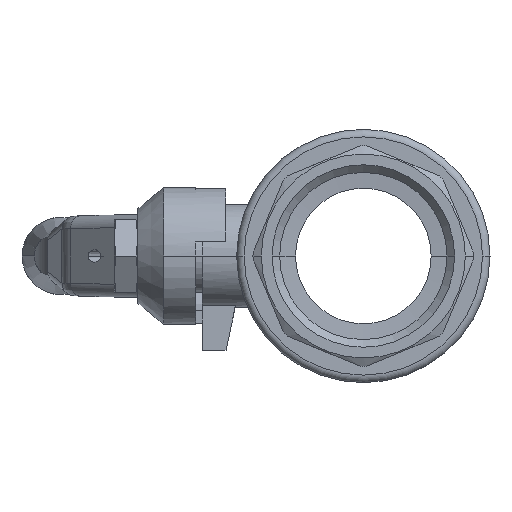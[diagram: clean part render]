
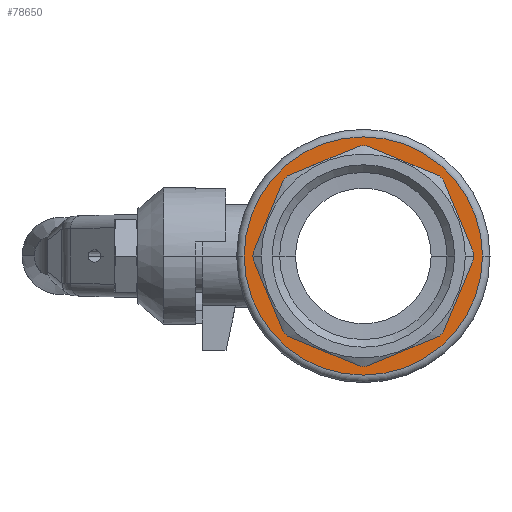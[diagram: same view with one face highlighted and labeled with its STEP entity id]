
A CAD part, left-side view. The second image highlights one B-rep face of the part: STEP entity #78650.
In plain terms, the highlighted face is planar.
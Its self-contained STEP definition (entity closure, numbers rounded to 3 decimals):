
#75230=CARTESIAN_POINT('',(25.5,25.691,
-0.692));
#75240=VERTEX_POINT('',#75230);
#75270=CARTESIAN_POINT('',(25.5,25.691,
-0.692));
#75280=DIRECTION('',(0.,-0.383,-0.924));
#75290=VECTOR('',#75280,1.);
#75300=LINE('',#75270,#75290);
#75310=CARTESIAN_POINT('',(25.5,18.656,-17.677));
#75320=VERTEX_POINT('',#75310);
#75330=EDGE_CURVE('',#75240,#75320,#75300,.T.);
#75620=CARTESIAN_POINT('',(25.5,0.,
0.));
#75630=DIRECTION('',(-1.,0.,0.));
#75640=DIRECTION('',(0.,1.,0.));
#75650=AXIS2_PLACEMENT_3D('',#75620,#75630,#75640);
#75660=CIRCLE('',#75650,25.7);
#75670=CARTESIAN_POINT('',(25.5,25.691,
0.692));
#75680=VERTEX_POINT('',#75670);
#75690=EDGE_CURVE('',#75680,#75240,#75660,.T.);
#75930=CARTESIAN_POINT('',(25.5,18.656,
17.677));
#75940=VERTEX_POINT('',#75930);
#75970=CARTESIAN_POINT('',(25.5,18.656,
17.677));
#75980=DIRECTION('',(0.,0.383,-0.924));
#75990=VECTOR('',#75980,1.);
#76000=LINE('',#75970,#75990);
#76010=EDGE_CURVE('',#75940,#75680,#76000,.T.);
#76130=CARTESIAN_POINT('',(25.5,0.,
0.));
#76140=DIRECTION('',(-1.,0.,0.));
#76150=DIRECTION('',(0.,0.688,
0.726));
#76160=AXIS2_PLACEMENT_3D('',#76130,#76140,#76150);
#76170=CIRCLE('',#76160,25.7);
#76180=CARTESIAN_POINT('',(25.5,17.677,
18.656));
#76190=VERTEX_POINT('',#76180);
#76200=EDGE_CURVE('',#76190,#75940,#76170,.T.);
#76420=CARTESIAN_POINT('',(25.5,0.692,
25.691));
#76430=VERTEX_POINT('',#76420);
#76460=CARTESIAN_POINT('',(25.5,0.692,
25.691));
#76470=DIRECTION('',(0.,0.924,
-0.383));
#76480=VECTOR('',#76470,1.);
#76490=LINE('',#76460,#76480);
#76500=EDGE_CURVE('',#76430,#76190,#76490,.T.);
#76620=CARTESIAN_POINT('',(25.5,0.,
0.));
#76630=DIRECTION('',(-1.,0.,0.));
#76640=DIRECTION('',(0.,-0.027,1.));
#76650=AXIS2_PLACEMENT_3D('',#76620,#76630,#76640);
#76660=CIRCLE('',#76650,25.7);
#76670=CARTESIAN_POINT('',(25.5,-0.692,
25.691));
#76680=VERTEX_POINT('',#76670);
#76690=EDGE_CURVE('',#76680,#76430,#76660,.T.);
#76910=CARTESIAN_POINT('',(25.5,-17.677,
18.656));
#76920=VERTEX_POINT('',#76910);
#76950=CARTESIAN_POINT('',(25.5,-17.677,
18.656));
#76960=DIRECTION('',(0.,0.924,
0.383));
#76970=VECTOR('',#76960,1.);
#76980=LINE('',#76950,#76970);
#76990=EDGE_CURVE('',#76920,#76680,#76980,.T.);
#77110=CARTESIAN_POINT('',(25.5,0.,
0.));
#77120=DIRECTION('',(-1.,0.,0.));
#77130=DIRECTION('',(0.,-0.726,
0.688));
#77140=AXIS2_PLACEMENT_3D('',#77110,#77120,#77130);
#77150=CIRCLE('',#77140,25.7);
#77160=CARTESIAN_POINT('',(25.5,-18.656,
17.677));
#77170=VERTEX_POINT('',#77160);
#77180=EDGE_CURVE('',#77170,#76920,#77150,.T.);
#77400=CARTESIAN_POINT('',(25.5,-25.691,
0.692));
#77410=VERTEX_POINT('',#77400);
#77440=CARTESIAN_POINT('',(25.5,-25.691,
0.692));
#77450=DIRECTION('',(0.,0.383,0.924));
#77460=VECTOR('',#77450,1.);
#77470=LINE('',#77440,#77460);
#77480=EDGE_CURVE('',#77410,#77170,#77470,.T.);
#77700=CARTESIAN_POINT('',(25.5,-25.691,
-0.692));
#77710=VERTEX_POINT('',#77700);
#77740=CARTESIAN_POINT('',(25.5,0.,
0.));
#77750=DIRECTION('',(-1.,0.,0.));
#77760=DIRECTION('',(0.,-1.,
-0.027));
#77770=AXIS2_PLACEMENT_3D('',#77740,#77750,#77760);
#77780=CIRCLE('',#77770,25.7);
#77790=EDGE_CURVE('',#77710,#77410,#77780,.T.);
#77840=CARTESIAN_POINT('',(25.5,-27.6,0.))
;
#77850=DIRECTION('',(-1.,0.,0.));
#77860=DIRECTION('',(0.,-1.,0.));
#77870=AXIS2_PLACEMENT_3D('',#77840,#77850,#77860);
#77880=PLANE('',#77870);
#77890=CARTESIAN_POINT('',(25.5,0.,
0.));
#77900=DIRECTION('',(1.,0.,0.));
#77910=DIRECTION('',(0.,-1.,0.));
#77920=AXIS2_PLACEMENT_3D('',#77890,#77900,#77910);
#77930=CIRCLE('',#77920,27.75);
#77940=CARTESIAN_POINT('',(25.5,27.75,0.));
#77950=VERTEX_POINT('',#77940);
#77960=CARTESIAN_POINT('',(25.5,-27.75,0.));
#77970=VERTEX_POINT('',#77960);
#77980=EDGE_CURVE('',#77950,#77970,#77930,.T.);
#77990=ORIENTED_EDGE('',*,*,#77980,.T.);
#78000=EDGE_CURVE('',#77970,#77950,#77930,.T.);
#78010=ORIENTED_EDGE('',*,*,#78000,.T.);
#78020=EDGE_LOOP('',(#78010,#77990));
#78030=FACE_OUTER_BOUND('',#78020,.T.);
#78040=ORIENTED_EDGE('',*,*,#76690,.T.);
#78050=ORIENTED_EDGE('',*,*,#76990,.T.);
#78060=ORIENTED_EDGE('',*,*,#77180,.T.);
#78070=ORIENTED_EDGE('',*,*,#77480,.T.);
#78080=ORIENTED_EDGE('',*,*,#77790,.T.);
#78090=CARTESIAN_POINT('',(25.5,-18.656,
-17.677));
#78100=DIRECTION('',(0.,-0.383,0.924));
#78110=VECTOR('',#78100,1.);
#78120=LINE('',#78090,#78110);
#78130=CARTESIAN_POINT('',(25.5,-18.656,
-17.677));
#78140=VERTEX_POINT('',#78130);
#78150=EDGE_CURVE('',#78140,#77710,#78120,.T.);
#78160=ORIENTED_EDGE('',*,*,#78150,.T.);
#78170=CARTESIAN_POINT('',(25.5,0.,
0.));
#78180=DIRECTION('',(-1.,0.,0.));
#78190=DIRECTION('',(0.,-0.688,
-0.726));
#78200=AXIS2_PLACEMENT_3D('',#78170,#78180,#78190);
#78210=CIRCLE('',#78200,25.7);
#78220=CARTESIAN_POINT('',(25.5,-17.677,
-18.656));
#78230=VERTEX_POINT('',#78220);
#78240=EDGE_CURVE('',#78230,#78140,#78210,.T.);
#78250=ORIENTED_EDGE('',*,*,#78240,.T.);
#78260=CARTESIAN_POINT('',(25.5,-0.692,
-25.691));
#78270=DIRECTION('',(0.,-0.924,
0.383));
#78280=VECTOR('',#78270,1.);
#78290=LINE('',#78260,#78280);
#78300=CARTESIAN_POINT('',(25.5,-0.692,
-25.691));
#78310=VERTEX_POINT('',#78300);
#78320=EDGE_CURVE('',#78310,#78230,#78290,.T.);
#78330=ORIENTED_EDGE('',*,*,#78320,.T.);
#78340=CARTESIAN_POINT('',(25.5,0.,
0.));
#78350=DIRECTION('',(-1.,0.,0.));
#78360=DIRECTION('',(0.,0.027,-1.));
#78370=AXIS2_PLACEMENT_3D('',#78340,#78350,#78360);
#78380=CIRCLE('',#78370,25.7);
#78390=CARTESIAN_POINT('',(25.5,0.692,
-25.691));
#78400=VERTEX_POINT('',#78390);
#78410=EDGE_CURVE('',#78400,#78310,#78380,.T.);
#78420=ORIENTED_EDGE('',*,*,#78410,.T.);
#78430=CARTESIAN_POINT('',(25.5,17.677,
-18.656));
#78440=DIRECTION('',(0.,-0.924,
-0.383));
#78450=VECTOR('',#78440,1.);
#78460=LINE('',#78430,#78450);
#78470=CARTESIAN_POINT('',(25.5,17.677,
-18.656));
#78480=VERTEX_POINT('',#78470);
#78490=EDGE_CURVE('',#78480,#78400,#78460,.T.);
#78500=ORIENTED_EDGE('',*,*,#78490,.T.);
#78510=CARTESIAN_POINT('',(25.5,0.,
0.));
#78520=DIRECTION('',(-1.,0.,0.));
#78530=DIRECTION('',(0.,0.726,
-0.688));
#78540=AXIS2_PLACEMENT_3D('',#78510,#78520,#78530);
#78550=CIRCLE('',#78540,25.7);
#78560=EDGE_CURVE('',#75320,#78480,#78550,.T.);
#78570=ORIENTED_EDGE('',*,*,#78560,.T.);
#78580=ORIENTED_EDGE('',*,*,#75330,.T.);
#78590=ORIENTED_EDGE('',*,*,#75690,.T.);
#78600=ORIENTED_EDGE('',*,*,#76010,.T.);
#78610=ORIENTED_EDGE('',*,*,#76200,.T.);
#78620=ORIENTED_EDGE('',*,*,#76500,.T.);
#78630=EDGE_LOOP('',(#78620,#78610,#78600,#78590,#78580,#78570,#78500,
#78420,#78330,#78250,#78160,#78080,#78070,#78060,#78050,#78040));
#78640=FACE_BOUND('',#78630,.T.);
#78650=ADVANCED_FACE('',(#78030,#78640),#77880,.F.);
